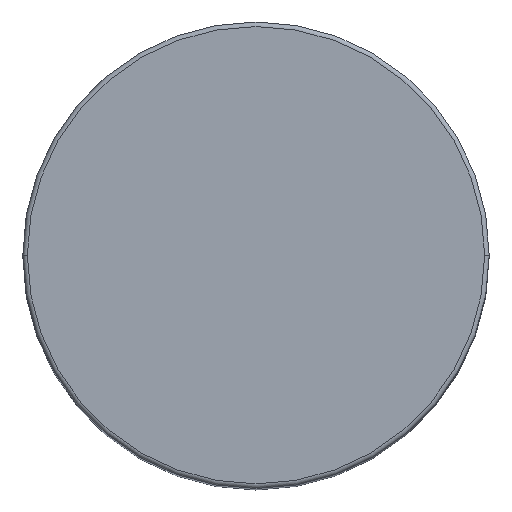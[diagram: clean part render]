
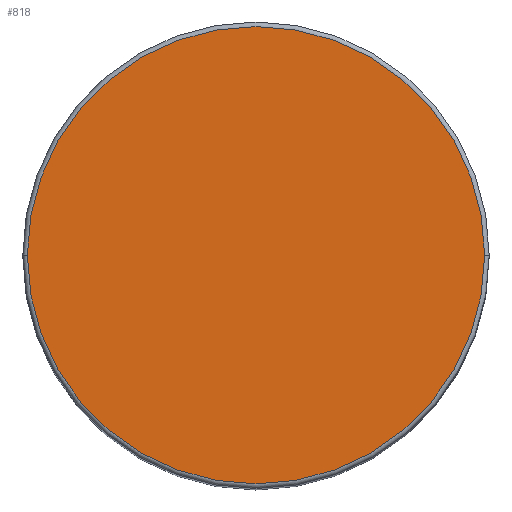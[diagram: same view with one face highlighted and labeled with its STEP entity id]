
A CAD part, top view. The second image highlights one B-rep face of the part: STEP entity #818.
In plain terms, the highlighted planar face has unit normal (0, 0, 1).
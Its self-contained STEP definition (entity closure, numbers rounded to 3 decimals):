
#662=CARTESIAN_POINT('',(-25.0,0.0,97.0));
#663=VERTEX_POINT('',#662);
#672=CARTESIAN_POINT('',(25.0,0.0,97.0));
#673=VERTEX_POINT('',#672);
#681=CARTESIAN_POINT('',(0.0,0.0,97.0));
#682=DIRECTION('',(0.0,0.0,-1.0));
#683=DIRECTION('',(-1.0,0.0,0.0));
#684=AXIS2_PLACEMENT_3D('',#681,#682,#683);
#685=CIRCLE('',#684,25.0);
#686=EDGE_CURVE('',#673,#663,#685,.T.);
#773=CARTESIAN_POINT('',(0.0,0.0,97.0));
#774=DIRECTION('',(0.0,0.0,-1.0));
#775=DIRECTION('',(-1.0,0.0,0.0));
#776=AXIS2_PLACEMENT_3D('',#773,#774,#775);
#777=CIRCLE('',#776,25.0);
#778=EDGE_CURVE('',#663,#673,#777,.T.);
#809=CARTESIAN_POINT('',(0.0,0.0,97.0));
#810=DIRECTION('',(0.0,0.0,1.0));
#811=DIRECTION('',(1.0,0.0,0.0));
#812=AXIS2_PLACEMENT_3D('',#809,#810,#811);
#813=PLANE('',#812);
#814=ORIENTED_EDGE('',*,*,#686,.F.);
#815=ORIENTED_EDGE('',*,*,#778,.F.);
#816=EDGE_LOOP('',(#814,#815));
#817=FACE_OUTER_BOUND('',#816,.T.);
#818=ADVANCED_FACE('',(#817),#813,.T.);
